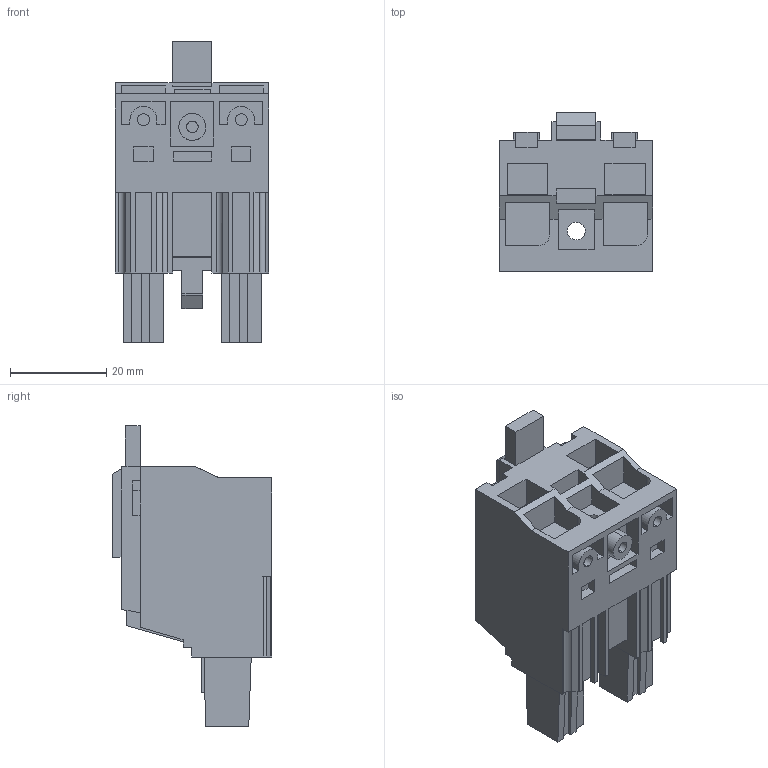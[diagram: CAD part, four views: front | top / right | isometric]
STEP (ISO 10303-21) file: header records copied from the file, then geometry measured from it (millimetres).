
FILE_DESCRIPTION(('CATIA V5 STEP Exchange','CAx-IF Rec.Pracs.--- Model Styling and Organization---1.4--- 2014-01-23'),'2;1');
FILE_NAME ('D1462862_1_2493160000_2493160000.stp','2021-08-16T06:21:54+00:00',('none'),('Weidmueller'),'CATIA Version 5-6 Release 2016 SP3 HF44','CATIA V5 STEP AP214','none');
FILE_SCHEMA(('AUTOMOTIVE_DESIGN { 1 0 10303 214 1 1 1 1 }'));
Length unit declared in the file: millimetre
Products named in the file (1): 2493160000
Bounding box: 31.96 x 33.07 x 62.46 mm (x, y, z)
Volume: 30807.7 mm3; surface area: 14084.5 mm2
Topology: 4 solids, 4 shells, 330 faces, 917 edges, 615 vertices
Faces by surface type: plane 304, cylinder 26
Entity records: 10475 total; most frequent: CARTESIAN_POINT 1872, ORIENTED_EDGE 1834, DIRECTION 1447, EDGE_CURVE 917, VECTOR 863, LINE 863, VERTEX_POINT 615, EDGE_LOOP 354
